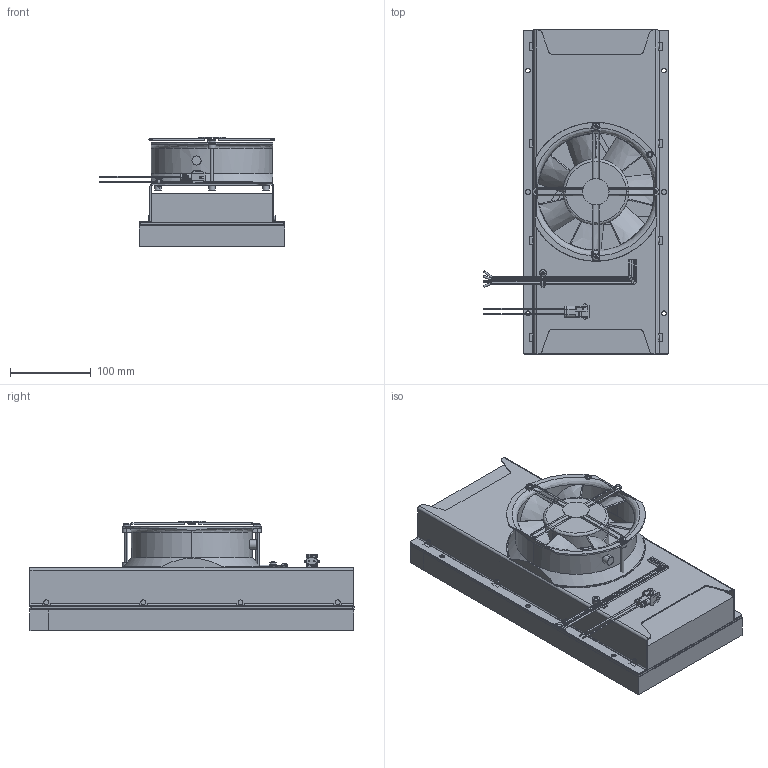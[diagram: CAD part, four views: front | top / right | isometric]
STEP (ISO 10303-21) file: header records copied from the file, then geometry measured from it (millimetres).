
FILE_DESCRIPTION (( 'STEP AP214' ), '1' );
FILE_NAME ('錨璃47.STEP', '2018-12-12T06:16:32', ( '' ), ( '' ), 'SwSTEP 2.0', 'SolidWorks 2016', '' );
FILE_SCHEMA (( 'AUTOMOTIVE_DESIGN' ));
Length unit declared in the file: millimetre
Products named in the file (1): 錨璃47
Bounding box: 229.18 x 400.26 x 135.13 mm (x, y, z)
Volume: 5223097.8 mm3; surface area: 1145085.1 mm2
Topology: 88 solids, 88 shells, 1685 faces, 4109 edges, 2638 vertices
Faces by surface type: plane 709, cylinder 579, bspline 269, cone 122, torus 6
Entity records: 57969 total; most frequent: CARTESIAN_POINT 17315, ORIENTED_EDGE 8196, DIRECTION 8138, EDGE_CURVE 4098, AXIS2_PLACEMENT_3D 3154, VERTEX_POINT 2637, LINE 1830, VECTOR 1830
